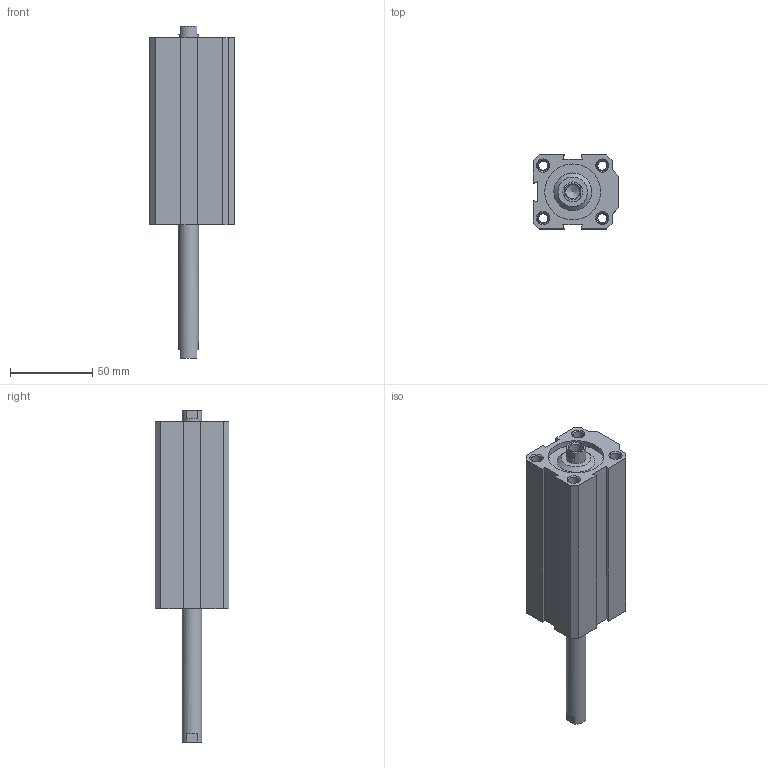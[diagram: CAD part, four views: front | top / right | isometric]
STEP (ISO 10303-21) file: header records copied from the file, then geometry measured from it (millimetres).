
FILE_DESCRIPTION(/* description */ (''),/* implementation_level */ '2;1');
FILE_NAME(/* name */ 'cilcvp3275a.stp',/* time_stamp */ '2021-06-03T09:26:28+02:00',/* author */ ('enginyeria'),/* organization */ (''),/* preprocessor_version */ 'ST-DEVELOPER v17.2',/* originating_system */ 'Autodesk Inventor 2019',/* authorisation */ '');
FILE_SCHEMA (('CONFIG_CONTROL_DESIGN'));
Length unit declared in the file: millimetre
Products named in the file (1): cilcvp3275A
Bounding box: 52 x 45 x 202 mm (x, y, z)
Volume: 233272.8 mm3; surface area: 41341.7 mm2
Topology: 1 solids, 1 shells, 86 faces, 226 edges, 148 vertices
Faces by surface type: plane 40, cone 26, cylinder 20
Full cylindrical faces by diameter (mm): 5.5 x4, 6.647 x8, 8.566 x4, 12 x2, 34 x2
Entity records: 2711 total; most frequent: DIRECTION 484, CARTESIAN_POINT 457, ORIENTED_EDGE 444, EDGE_CURVE 222, AXIS2_PLACEMENT_3D 175, VERTEX_POINT 148, LINE 134, VECTOR 134
